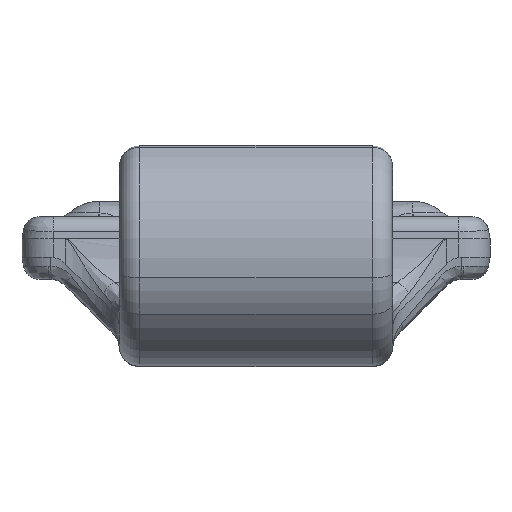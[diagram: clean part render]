
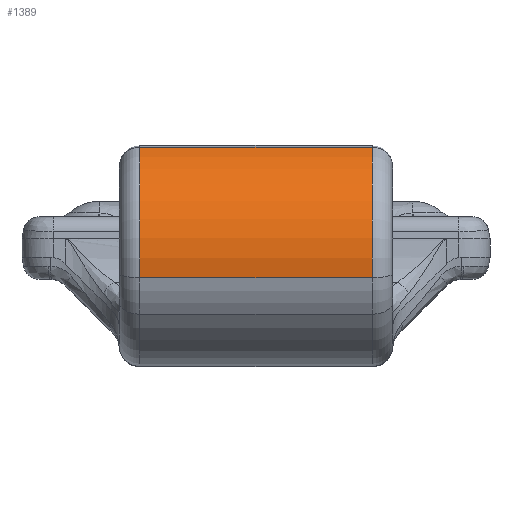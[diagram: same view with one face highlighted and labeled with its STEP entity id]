
A CAD part, left-side view. The second image highlights one B-rep face of the part: STEP entity #1389.
In plain terms, the highlighted cylindrical face has radius 7.6 mm (diameter 15.2 mm), a partial arc.
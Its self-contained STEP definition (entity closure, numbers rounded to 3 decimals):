
#796=CYLINDRICAL_SURFACE('',#12383,7.6);
#1389=ADVANCED_FACE('',(#2244),#796,.T.);
#2244=FACE_OUTER_BOUND('',#2946,.T.);
#2946=EDGE_LOOP('',(#6502,#6503,#6504,#6505));
#3546=CIRCLE('',#12381,7.6);
#3547=CIRCLE('',#12382,7.6);
#6502=ORIENTED_EDGE('',*,*,#9448,.T.);
#6503=ORIENTED_EDGE('',*,*,#9459,.F.);
#6504=ORIENTED_EDGE('',*,*,#9460,.T.);
#6505=ORIENTED_EDGE('',*,*,#9461,.T.);
#7883=VERTEX_POINT('',#20979);
#7884=VERTEX_POINT('',#20980);
#7891=VERTEX_POINT('',#21077);
#7892=VERTEX_POINT('',#21079);
#9448=EDGE_CURVE('',#7883,#7884,#10488,.T.);
#9459=EDGE_CURVE('',#7891,#7884,#3546,.T.);
#9460=EDGE_CURVE('',#7891,#7892,#10491,.T.);
#9461=EDGE_CURVE('',#7892,#7883,#3547,.T.);
#10488=LINE('',#20978,#11352);
#10491=LINE('',#21078,#11356);
#11352=VECTOR('',#15301,1.);
#11356=VECTOR('',#15319,1.);
#12381=AXIS2_PLACEMENT_3D('',#21076,#15317,#15318);
#12382=AXIS2_PLACEMENT_3D('',#21080,#15320,#15321);
#12383=AXIS2_PLACEMENT_3D('',#21081,#15322,#15323);
#15301=DIRECTION('',(0.,-1.,0.));
#15317=DIRECTION('',(0.,-1.,0.));
#15318=DIRECTION('',(0.,0.,1.));
#15319=DIRECTION('',(0.,1.,0.));
#15320=DIRECTION('',(0.,-1.,0.));
#15321=DIRECTION('',(0.,0.,1.));
#15322=DIRECTION('',(0.,-1.,0.));
#15323=DIRECTION('',(0.,0.,-1.));
#20978=CARTESIAN_POINT('',(-36.454,15.,-1.896));
#20979=CARTESIAN_POINT('',(-36.454,7.45,-1.896));
#20980=CARTESIAN_POINT('',(-36.454,-7.45,-1.896));
#21076=CARTESIAN_POINT('',(-28.992,-7.45,-0.457));
#21077=CARTESIAN_POINT('',(-32.129,-7.45,6.465));
#21078=CARTESIAN_POINT('',(-32.129,15.,6.465));
#21079=CARTESIAN_POINT('',(-32.129,7.45,6.465));
#21080=CARTESIAN_POINT('',(-28.992,7.45,-0.457));
#21081=CARTESIAN_POINT('',(-28.992,15.,-0.457));
